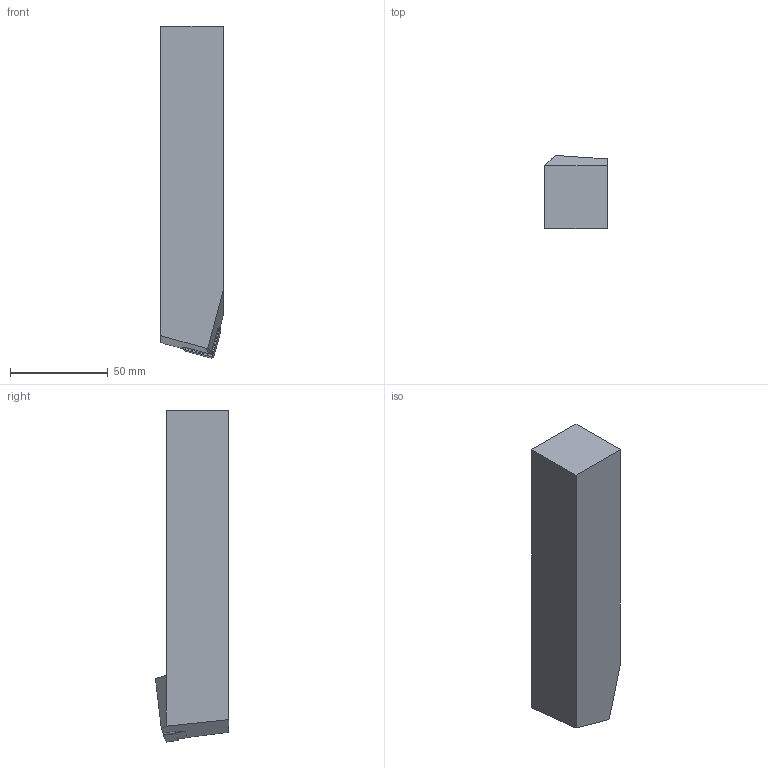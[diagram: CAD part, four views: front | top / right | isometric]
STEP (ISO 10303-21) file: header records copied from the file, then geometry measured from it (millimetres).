
FILE_DESCRIPTION(/* description */ (''),/* implementation_level */ '2;1');
FILE_NAME(/* name */ 'PSBNL3232P15_SIM.stp',/* time_stamp */ '2023-02-27T08:08:17+01:00',/* author */ (''),/* organization */ (''),/* preprocessor_version */ 'ST-DEVELOPER v16.7',/* originating_system */ 'SIEMENS PLM Software NX 12.0',/* authorisation */ '');
FILE_SCHEMA (('AUTOMOTIVE_DESIGN { 1 0 10303 214 3 1 1 1 }'));
Length unit declared in the file: millimetre
Products named in the file (1): kl6208F038FDq7pf
Bounding box: 32 x 37.4 x 169.99 mm (x, y, z)
Volume: 167965.8 mm3; surface area: 23924.6 mm2
Topology: 2 solids, 2 shells, 31 faces, 81 edges, 54 vertices
Faces by surface type: plane 23, cylinder 8
Full cylindrical faces by diameter (mm): 6.4 x1
Entity records: 979 total; most frequent: CARTESIAN_POINT 164, DIRECTION 159, ORIENTED_EDGE 158, EDGE_CURVE 79, LINE 63, VECTOR 63, VERTEX_POINT 53, AXIS2_PLACEMENT_3D 48
